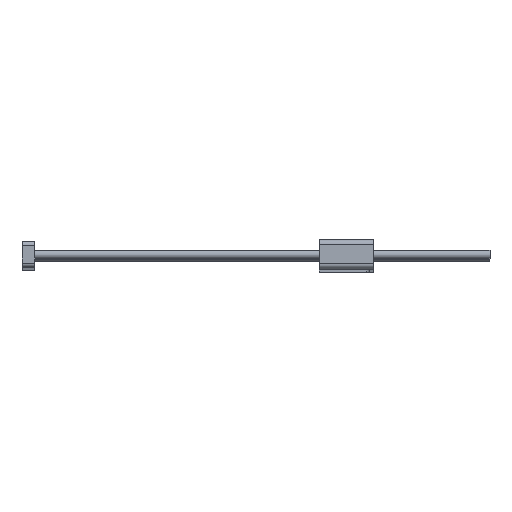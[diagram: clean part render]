
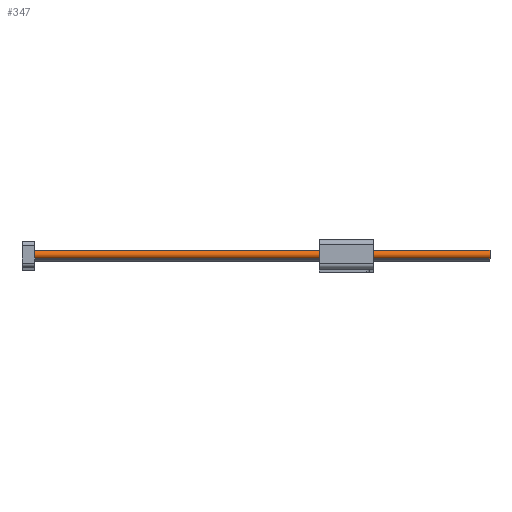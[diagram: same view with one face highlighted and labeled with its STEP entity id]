
A CAD part, left-side view. The second image highlights one B-rep face of the part: STEP entity #347.
In plain terms, the highlighted cylindrical face has radius 4 mm (diameter 8 mm), a partial arc.
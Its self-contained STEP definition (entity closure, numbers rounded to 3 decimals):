
#50 = CARTESIAN_POINT ( 'NONE',  ( 0., 457.2, 4. ) ) ;
#100 = DIRECTION ( 'NONE',  ( 0., 0., -1. ) ) ;
#183 = VECTOR ( 'NONE', #257, 1000. ) ;
#209 = DIRECTION ( 'NONE',  ( 0., 0., 1. ) ) ;
#257 = DIRECTION ( 'NONE',  ( 0., -1., 0. ) ) ;
#274 = FACE_OUTER_BOUND ( 'NONE', #1672, .T. ) ;
#318 = CARTESIAN_POINT ( 'NONE',  ( 0., 0., -4. ) ) ;
#321 = VERTEX_POINT ( 'NONE', #2168 ) ;
#347 = ADVANCED_FACE ( 'NONE', ( #274 ), #595, .T. ) ;
#384 = DIRECTION ( 'NONE',  ( 0., 1., 0. ) ) ;
#385 = CARTESIAN_POINT ( 'NONE',  ( 0., 0., 4. ) ) ;
#407 = ORIENTED_EDGE ( 'NONE', *, *, #972, .T. ) ;
#433 = CARTESIAN_POINT ( 'NONE',  ( 0., 457.2, -4. ) ) ;
#595 = CYLINDRICAL_SURFACE ( 'NONE', #1577, 4. ) ;
#613 = LINE ( 'NONE', #433, #183 ) ;
#616 = ORIENTED_EDGE ( 'NONE', *, *, #2029, .T. ) ;
#720 = ORIENTED_EDGE ( 'NONE', *, *, #1859, .F. ) ;
#768 = VECTOR ( 'NONE', #1765, 1000. ) ;
#972 = EDGE_CURVE ( 'NONE', #2177, #1840, #1096, .T. ) ;
#978 = CARTESIAN_POINT ( 'NONE',  ( 0., 457.2, 0. ) ) ;
#1096 = CIRCLE ( 'NONE', #2248, 4. ) ;
#1272 = CARTESIAN_POINT ( 'NONE',  ( 0., 0., 0. ) ) ;
#1367 = AXIS2_PLACEMENT_3D ( 'NONE', #1422, #384, #1614 ) ;
#1386 = EDGE_CURVE ( 'NONE', #321, #1893, #1401, .T. ) ;
#1401 = CIRCLE ( 'NONE', #1367, 4. ) ;
#1422 = CARTESIAN_POINT ( 'NONE',  ( 0., 457.2, 0. ) ) ;
#1445 = LINE ( 'NONE', #1586, #768 ) ;
#1450 = DIRECTION ( 'NONE',  ( 0., 1., 0. ) ) ;
#1577 = AXIS2_PLACEMENT_3D ( 'NONE', #978, #2178, #100 ) ;
#1586 = CARTESIAN_POINT ( 'NONE',  ( 0., 457.2, 4. ) ) ;
#1614 = DIRECTION ( 'NONE',  ( 0., 0., 1. ) ) ;
#1672 = EDGE_LOOP ( 'NONE', ( #720, #1689, #616, #407 ) ) ;
#1689 = ORIENTED_EDGE ( 'NONE', *, *, #1386, .F. ) ;
#1765 = DIRECTION ( 'NONE',  ( 0., -1., 0. ) ) ;
#1840 = VERTEX_POINT ( 'NONE', #385 ) ;
#1859 = EDGE_CURVE ( 'NONE', #1893, #1840, #1445, .T. ) ;
#1893 = VERTEX_POINT ( 'NONE', #50 ) ;
#2029 = EDGE_CURVE ( 'NONE', #321, #2177, #613, .T. ) ;
#2168 = CARTESIAN_POINT ( 'NONE',  ( 0., 457.2, -4. ) ) ;
#2177 = VERTEX_POINT ( 'NONE', #318 ) ;
#2178 = DIRECTION ( 'NONE',  ( 0., -1., 0. ) ) ;
#2248 = AXIS2_PLACEMENT_3D ( 'NONE', #1272, #1450, #209 ) ;
